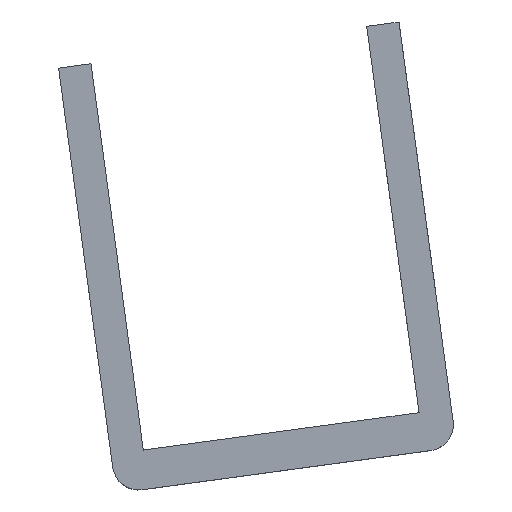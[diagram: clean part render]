
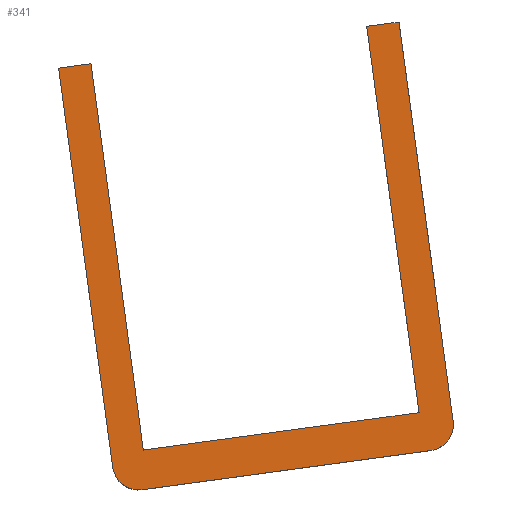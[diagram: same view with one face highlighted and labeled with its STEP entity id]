
A CAD part, top view. The second image highlights one B-rep face of the part: STEP entity #341.
In plain terms, the highlighted planar face has unit normal (0, 0, 1).
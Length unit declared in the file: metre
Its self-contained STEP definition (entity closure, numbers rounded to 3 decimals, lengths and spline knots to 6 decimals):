
#14=CIRCLE('',#373,0.002);
#15=CIRCLE('',#374,0.002);
#52=ORIENTED_EDGE('',*,*,#137,.T.);
#53=ORIENTED_EDGE('',*,*,#138,.T.);
#54=ORIENTED_EDGE('',*,*,#139,.T.);
#55=ORIENTED_EDGE('',*,*,#140,.F.);
#56=ORIENTED_EDGE('',*,*,#141,.F.);
#57=ORIENTED_EDGE('',*,*,#142,.T.);
#58=ORIENTED_EDGE('',*,*,#128,.T.);
#59=ORIENTED_EDGE('',*,*,#129,.T.);
#60=ORIENTED_EDGE('',*,*,#134,.F.);
#61=ORIENTED_EDGE('',*,*,#143,.T.);
#128=EDGE_CURVE('',#172,#174,#208,.T.);
#129=EDGE_CURVE('',#174,#175,#209,.T.);
#134=EDGE_CURVE('',#179,#175,#214,.T.);
#137=EDGE_CURVE('',#180,#181,#217,.T.);
#138=EDGE_CURVE('',#181,#182,#14,.T.);
#139=EDGE_CURVE('',#182,#183,#218,.T.);
#140=EDGE_CURVE('',#184,#183,#219,.T.);
#141=EDGE_CURVE('',#185,#184,#220,.T.);
#142=EDGE_CURVE('',#185,#172,#221,.T.);
#143=EDGE_CURVE('',#179,#180,#15,.T.);
#172=VERTEX_POINT('',#504);
#174=VERTEX_POINT('',#508);
#175=VERTEX_POINT('',#512);
#179=VERTEX_POINT('',#521);
#180=VERTEX_POINT('',#528);
#181=VERTEX_POINT('',#529);
#182=VERTEX_POINT('',#531);
#183=VERTEX_POINT('',#533);
#184=VERTEX_POINT('',#535);
#185=VERTEX_POINT('',#537);
#208=LINE('',#509,#252);
#209=LINE('',#511,#253);
#214=LINE('',#522,#258);
#217=LINE('',#527,#261);
#218=LINE('',#532,#262);
#219=LINE('',#534,#263);
#220=LINE('',#536,#264);
#221=LINE('',#538,#265);
#252=VECTOR('',#411,1.);
#253=VECTOR('',#414,1.);
#258=VECTOR('',#421,1.);
#261=VECTOR('',#428,1.);
#262=VECTOR('',#431,1.);
#263=VECTOR('',#432,1.);
#264=VECTOR('',#433,1.);
#265=VECTOR('',#434,1.);
#289=EDGE_LOOP('',(#52,#53,#54,#55,#56,#57,#58,#59,#60,#61));
#307=FACE_BOUND('',#289,.T.);
#325=PLANE('',#372);
#341=ADVANCED_FACE('',(#307),#325,.T.);
#372=AXIS2_PLACEMENT_3D('',#526,#426,#427);
#373=AXIS2_PLACEMENT_3D('',#530,#429,#430);
#374=AXIS2_PLACEMENT_3D('',#539,#435,#436);
#411=DIRECTION('',(-0.134,0.991,0.));
#414=DIRECTION('',(-0.991,-0.134,0.));
#421=DIRECTION('',(-0.134,0.991,0.));
#426=DIRECTION('',(0.,0.,1.));
#427=DIRECTION('',(1.,0.,0.));
#428=DIRECTION('',(0.991,0.134,0.));
#429=DIRECTION('',(0.,0.,1.));
#430=DIRECTION('',(1.,0.,0.));
#431=DIRECTION('',(-0.134,0.991,0.));
#432=DIRECTION('',(0.991,0.134,0.));
#433=DIRECTION('',(-0.134,0.991,0.));
#434=DIRECTION('',(-0.991,-0.134,0.));
#435=DIRECTION('',(0.,0.,1.));
#436=DIRECTION('',(1.,0.,0.));
#504=CARTESIAN_POINT('',(-0.008001,0.023508,0.006));
#508=CARTESIAN_POINT('',(-0.012013,0.053102,0.006));
#509=CARTESIAN_POINT('',(-0.011845,0.051863,0.006));
#511=CARTESIAN_POINT('',(-0.013251,0.052934,0.006));
#512=CARTESIAN_POINT('',(-0.01449,0.052766,0.006));
#521=CARTESIAN_POINT('',(-0.010344,0.022181,0.006));
#522=CARTESIAN_POINT('',(-0.014322,0.051528,0.006));
#526=CARTESIAN_POINT('',(-0.001434,0.052873,0.006));
#527=CARTESIAN_POINT('',(-0.008837,0.020367,0.006));
#528=CARTESIAN_POINT('',(-0.008094,0.020468,0.006));
#529=CARTESIAN_POINT('',(0.014025,0.023466,0.006));
#530=CARTESIAN_POINT('',(0.013757,0.025448,0.006));
#531=CARTESIAN_POINT('',(0.015739,0.025717,0.006));
#532=CARTESIAN_POINT('',(0.011761,0.055063,0.006));
#533=CARTESIAN_POINT('',(0.011593,0.056302,0.006));
#534=CARTESIAN_POINT('',(0.010354,0.056134,0.006));
#535=CARTESIAN_POINT('',(0.009116,0.055966,0.006));
#536=CARTESIAN_POINT('',(0.009283,0.054727,0.006));
#537=CARTESIAN_POINT('',(0.013127,0.026372,0.006));
#538=CARTESIAN_POINT('',(0.013129,0.026372,0.006));
#539=CARTESIAN_POINT('',(-0.008362,0.02245,0.006));
